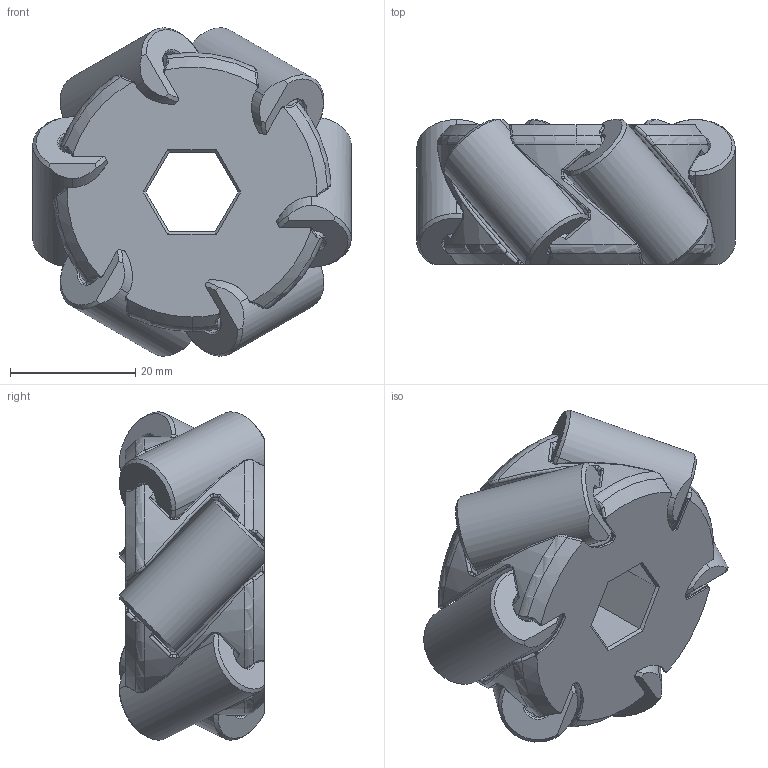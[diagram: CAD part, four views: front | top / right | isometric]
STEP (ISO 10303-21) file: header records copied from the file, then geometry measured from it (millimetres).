
FILE_DESCRIPTION (( 'STEP AP203' ), '1' );
FILE_NAME ('2910, 2in, Preassembled, 3DP, Mechanum Wheel, Left.STEP', '2020-01-22T19:20:48', ( '' ), ( '' ), 'SwSTEP 2.0', 'SolidWorks 2019', '' );
FILE_SCHEMA (( 'CONFIG_CONTROL_DESIGN' ));
Length unit declared in the file: inch
Products named in the file (1): 2910, 2in, Preassembled, 3DP, Mechanum Wheel, Left
Bounding box: 50.8 x 23.1 x 52.37 mm (x, y, z)
Volume: 32365.3 mm3; surface area: 18146.8 mm2
Topology: 7 solids, 7 shells, 535 faces, 1278 edges, 745 vertices
Faces by surface type: bspline 216, cylinder 101, cone 68, plane 62, sphere 46, torus 42
Entity records: 20856 total; most frequent: CARTESIAN_POINT 10129, ORIENTED_EDGE 2556, DIRECTION 1821, EDGE_CURVE 1278, AXIS2_PLACEMENT_3D 793, VERTEX_POINT 745, EDGE_LOOP 549, ADVANCED_FACE 535
